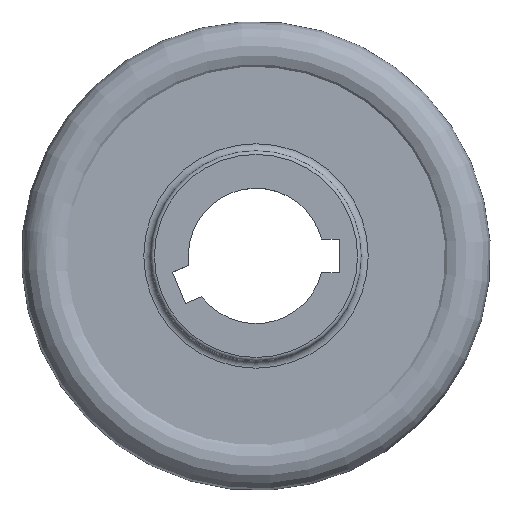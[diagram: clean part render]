
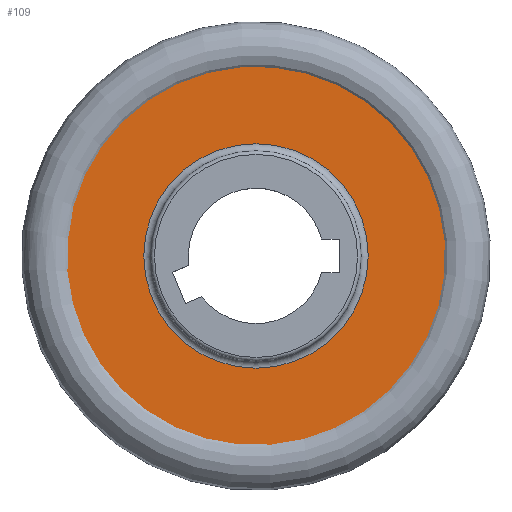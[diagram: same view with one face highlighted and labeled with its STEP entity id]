
A CAD part, top view. The second image highlights one B-rep face of the part: STEP entity #109.
In plain terms, the highlighted planar face has unit normal (0, 0, 1).
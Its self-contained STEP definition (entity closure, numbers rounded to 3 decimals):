
#91=PLANE('',#385);
#109=ADVANCED_FACE('',(#141,#142),#91,.F.);
#141=FACE_BOUND('',#168,.T.);
#142=FACE_BOUND('',#169,.T.);
#168=EDGE_LOOP('',(#202));
#169=EDGE_LOOP('',(#203));
#202=ORIENTED_EDGE('',*,*,#297,.T.);
#203=ORIENTED_EDGE('',*,*,#300,.T.);
#268=VERTEX_POINT('',#528);
#271=VERTEX_POINT('',#537);
#297=EDGE_CURVE('',#268,#268,#333,.T.);
#300=EDGE_CURVE('',#271,#271,#336,.T.);
#333=CIRCLE('',#378,57.85);
#336=CIRCLE('',#384,31.575);
#378=AXIS2_PLACEMENT_3D('',#527,#427,#428);
#384=AXIS2_PLACEMENT_3D('',#536,#439,#440);
#385=AXIS2_PLACEMENT_3D('',#538,#441,#442);
#427=DIRECTION('',(0.,0.,1.));
#428=DIRECTION('',(1.,0.,0.));
#439=DIRECTION('',(0.,0.,-1.));
#440=DIRECTION('',(1.,0.,0.));
#441=DIRECTION('',(0.,0.,-1.));
#442=DIRECTION('',(1.,0.,0.));
#527=CARTESIAN_POINT('',(0.,0.,-3.275));
#528=CARTESIAN_POINT('',(57.85,0.,-3.275));
#536=CARTESIAN_POINT('',(0.,0.,-3.275));
#537=CARTESIAN_POINT('',(31.575,0.,-3.275));
#538=CARTESIAN_POINT('',(29.575,0.,-3.275));
